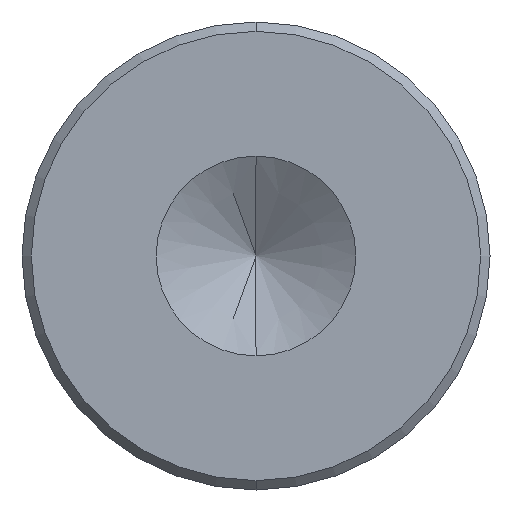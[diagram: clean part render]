
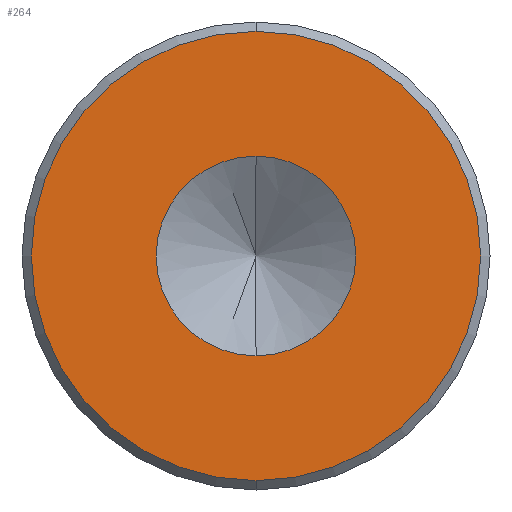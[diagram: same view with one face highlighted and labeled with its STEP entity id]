
A CAD part, front view. The second image highlights one B-rep face of the part: STEP entity #264.
In plain terms, the highlighted planar face has unit normal (0, -1, 0).
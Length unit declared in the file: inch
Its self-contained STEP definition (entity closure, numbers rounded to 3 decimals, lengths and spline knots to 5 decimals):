
#7 = DIRECTION ( 'NONE',  ( 0., 1., 0. ) ) ;
#9 = VERTEX_POINT ( 'NONE', #252 ) ;
#32 = CIRCLE ( 'NONE', #214, 0.05325 ) ;
#45 = VERTEX_POINT ( 'NONE', #326 ) ;
#74 = DIRECTION ( 'NONE',  ( 0., 0., 1. ) ) ;
#79 = ORIENTED_EDGE ( 'NONE', *, *, #421, .F. ) ;
#80 = VERTEX_POINT ( 'NONE', #142 ) ;
#85 = ORIENTED_EDGE ( 'NONE', *, *, #366, .F. ) ;
#91 = ORIENTED_EDGE ( 'NONE', *, *, #424, .T. ) ;
#106 = ORIENTED_EDGE ( 'NONE', *, *, #375, .T. ) ;
#119 = CARTESIAN_POINT ( 'NONE',  ( 0., 0., 0.05325 ) ) ;
#122 = AXIS2_PLACEMENT_3D ( 'NONE', #305, #300, #296 ) ;
#124 = AXIS2_PLACEMENT_3D ( 'NONE', #320, #315, #313 ) ;
#140 = CARTESIAN_POINT ( 'NONE',  ( 0., 0., 0. ) ) ;
#142 = CARTESIAN_POINT ( 'NONE',  ( 0., 0., -0.05325 ) ) ;
#179 = PLANE ( 'NONE',  #275 ) ;
#214 = AXIS2_PLACEMENT_3D ( 'NONE', #242, #237, #232 ) ;
#225 = AXIS2_PLACEMENT_3D ( 'NONE', #465, #460, #398 ) ;
#232 = DIRECTION ( 'NONE',  ( 0., 0., -1. ) ) ;
#237 = DIRECTION ( 'NONE',  ( 0., -1., 0. ) ) ;
#242 = CARTESIAN_POINT ( 'NONE',  ( 0., 0., 0. ) ) ;
#252 = CARTESIAN_POINT ( 'NONE',  ( 0., 0., 0.11985 ) ) ;
#255 = VERTEX_POINT ( 'NONE', #119 ) ;
#264 = ADVANCED_FACE ( 'NONE', ( #461, #438 ), #179, .F. ) ;
#275 = AXIS2_PLACEMENT_3D ( 'NONE', #140, #7, #74 ) ;
#296 = DIRECTION ( 'NONE',  ( 0., 0., 1. ) ) ;
#300 = DIRECTION ( 'NONE',  ( 0., -1., 0. ) ) ;
#305 = CARTESIAN_POINT ( 'NONE',  ( 0., 0., 0. ) ) ;
#313 = DIRECTION ( 'NONE',  ( 0., 0., -1. ) ) ;
#315 = DIRECTION ( 'NONE',  ( 0., -1., 0. ) ) ;
#320 = CARTESIAN_POINT ( 'NONE',  ( 0., 0., 0. ) ) ;
#326 = CARTESIAN_POINT ( 'NONE',  ( 0., 0., -0.11985 ) ) ;
#366 = EDGE_CURVE ( 'NONE', #255, #80, #32, .T. ) ;
#375 = EDGE_CURVE ( 'NONE', #45, #9, #476, .T. ) ;
#398 = DIRECTION ( 'NONE',  ( 0., 0., 1. ) ) ;
#413 = EDGE_LOOP ( 'NONE', ( #91, #106 ) ) ;
#421 = EDGE_CURVE ( 'NONE', #80, #255, #478, .T. ) ;
#424 = EDGE_CURVE ( 'NONE', #9, #45, #470, .T. ) ;
#438 = FACE_OUTER_BOUND ( 'NONE', #413, .T. ) ;
#452 = EDGE_LOOP ( 'NONE', ( #79, #85 ) ) ;
#460 = DIRECTION ( 'NONE',  ( 0., -1., 0. ) ) ;
#461 = FACE_BOUND ( 'NONE', #452, .T. ) ;
#465 = CARTESIAN_POINT ( 'NONE',  ( 0., 0., 0. ) ) ;
#470 = CIRCLE ( 'NONE', #122, 0.11985 ) ;
#476 = CIRCLE ( 'NONE', #225, 0.11985 ) ;
#478 = CIRCLE ( 'NONE', #124, 0.05325 ) ;
